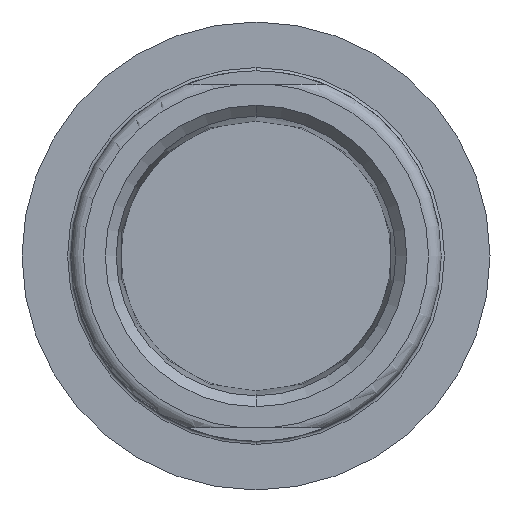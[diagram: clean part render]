
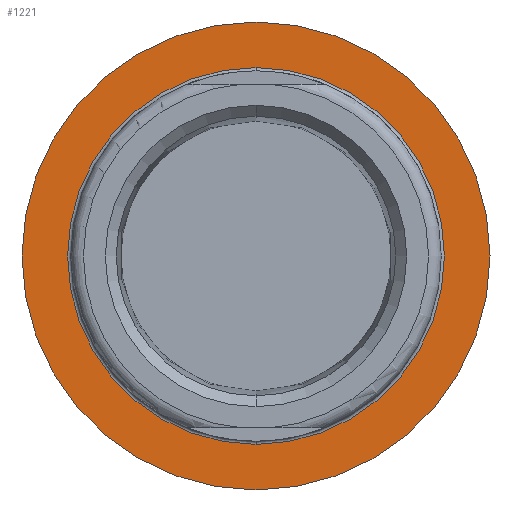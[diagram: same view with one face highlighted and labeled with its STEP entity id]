
A CAD part, front view. The second image highlights one B-rep face of the part: STEP entity #1221.
In plain terms, the highlighted planar face has unit normal (0, -1, 0).
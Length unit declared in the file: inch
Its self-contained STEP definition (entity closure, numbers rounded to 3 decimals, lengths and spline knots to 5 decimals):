
#32 = CARTESIAN_POINT ( 'NONE',  ( 1.37065, 2.9398, 0.21108 ) ) ;
#33 = DIRECTION ( 'NONE',  ( 0., -1., 0. ) ) ;
#43 = ORIENTED_EDGE ( 'NONE', *, *, #794, .F. ) ;
#105 = DIRECTION ( 'NONE',  ( 0., -1., 0. ) ) ;
#232 = DIRECTION ( 'NONE',  ( 0., 0., -1. ) ) ;
#241 = EDGE_CURVE ( 'NONE', #783, #439, #381, .T. ) ;
#272 = EDGE_CURVE ( 'NONE', #439, #783, #730, .T. ) ;
#284 = CIRCLE ( 'NONE', #450, 1.1055 ) ;
#313 = ORIENTED_EDGE ( 'NONE', *, *, #241, .F. ) ;
#344 = CARTESIAN_POINT ( 'NONE',  ( 1.37065, 2.9398, 0.21108 ) ) ;
#345 = CARTESIAN_POINT ( 'NONE',  ( 1.37065, 2.9398, -0.67892 ) ) ;
#381 = CIRCLE ( 'NONE', #950, 0.89 ) ;
#394 = CARTESIAN_POINT ( 'NONE',  ( 1.37065, 2.9398, 0.21108 ) ) ;
#399 = AXIS2_PLACEMENT_3D ( 'NONE', #600, #33, #986 ) ;
#419 = AXIS2_PLACEMENT_3D ( 'NONE', #394, #972, #492 ) ;
#436 = CARTESIAN_POINT ( 'NONE',  ( 1.37065, 2.9398, 1.10108 ) ) ;
#439 = VERTEX_POINT ( 'NONE', #345 ) ;
#450 = AXIS2_PLACEMENT_3D ( 'NONE', #344, #613, #232 ) ;
#477 = EDGE_CURVE ( 'NONE', #963, #1015, #1067, .T. ) ;
#492 = DIRECTION ( 'NONE',  ( 0., 0., -1. ) ) ;
#500 = ORIENTED_EDGE ( 'NONE', *, *, #272, .F. ) ;
#540 = CARTESIAN_POINT ( 'NONE',  ( 1.37065, 2.9398, -0.89442 ) ) ;
#575 = AXIS2_PLACEMENT_3D ( 'NONE', #934, #669, #838 ) ;
#600 = CARTESIAN_POINT ( 'NONE',  ( 2.26065, 2.9398, 0.21108 ) ) ;
#613 = DIRECTION ( 'NONE',  ( 0., 1., 0. ) ) ;
#636 = CARTESIAN_POINT ( 'NONE',  ( 1.37065, 2.9398, 1.31658 ) ) ;
#669 = DIRECTION ( 'NONE',  ( 0., 1., 0. ) ) ;
#682 = FACE_BOUND ( 'NONE', #821, .T. ) ;
#695 = FACE_OUTER_BOUND ( 'NONE', #1047, .T. ) ;
#730 = CIRCLE ( 'NONE', #419, 0.89 ) ;
#783 = VERTEX_POINT ( 'NONE', #436 ) ;
#794 = EDGE_CURVE ( 'NONE', #1015, #963, #284, .T. ) ;
#821 = EDGE_LOOP ( 'NONE', ( #500, #313 ) ) ;
#838 = DIRECTION ( 'NONE',  ( 0., 0., -1. ) ) ;
#934 = CARTESIAN_POINT ( 'NONE',  ( 1.37065, 2.9398, 0.21108 ) ) ;
#949 = ORIENTED_EDGE ( 'NONE', *, *, #477, .F. ) ;
#950 = AXIS2_PLACEMENT_3D ( 'NONE', #32, #105, #990 ) ;
#959 = PLANE ( 'NONE',  #399 ) ;
#963 = VERTEX_POINT ( 'NONE', #636 ) ;
#972 = DIRECTION ( 'NONE',  ( 0., -1., 0. ) ) ;
#986 = DIRECTION ( 'NONE',  ( 0., 0., -1. ) ) ;
#990 = DIRECTION ( 'NONE',  ( 0., 0., -1. ) ) ;
#1015 = VERTEX_POINT ( 'NONE', #540 ) ;
#1047 = EDGE_LOOP ( 'NONE', ( #43, #949 ) ) ;
#1067 = CIRCLE ( 'NONE', #575, 1.1055 ) ;
#1221 = ADVANCED_FACE ( 'Defeatured_0_21', ( #682, #695 ), #959, .T. ) ;
